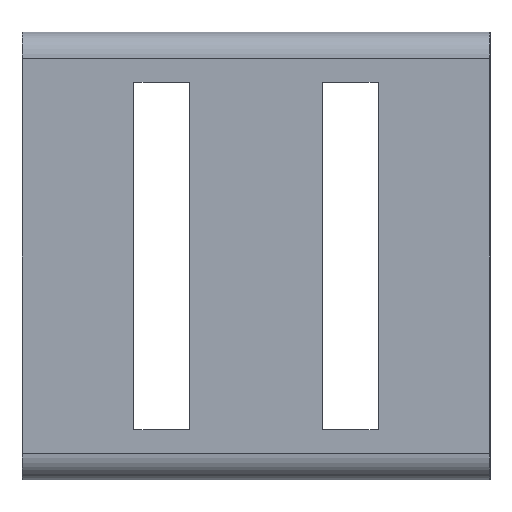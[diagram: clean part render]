
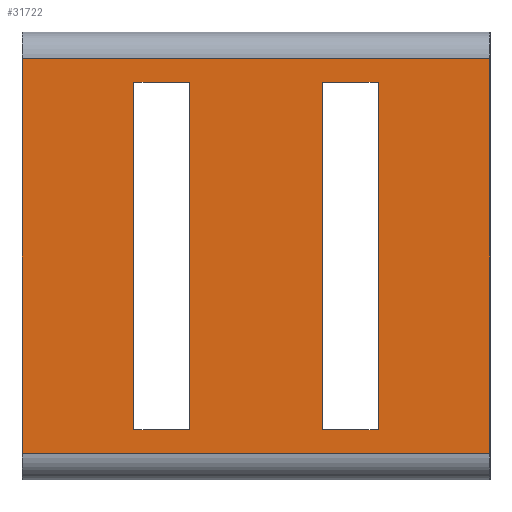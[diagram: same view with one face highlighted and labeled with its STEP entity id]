
A CAD part, left-side view. The second image highlights one B-rep face of the part: STEP entity #31722.
In plain terms, the highlighted planar face has unit normal (-1, 0, 0).
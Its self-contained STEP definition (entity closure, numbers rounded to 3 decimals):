
#126=FACE_BOUND('',#3806,.T.);
#127=FACE_BOUND('',#3807,.T.);
#2016=FACE_OUTER_BOUND('',#3805,.T.);
#3805=EDGE_LOOP('',(#25086,#25087,#25088,#25089));
#3806=EDGE_LOOP('',(#25090,#25091,#25092,#25093));
#3807=EDGE_LOOP('',(#25094,#25095,#25096,#25097));
#8022=LINE('',#48621,#10840);
#8023=LINE('',#48624,#10841);
#8029=LINE('',#48638,#10847);
#8054=LINE('',#48697,#10872);
#8061=LINE('',#48711,#10879);
#8072=LINE('',#48735,#10890);
#8079=LINE('',#48745,#10897);
#8086=LINE('',#48759,#10904);
#8091=LINE('',#48768,#10909);
#8094=LINE('',#48775,#10912);
#8098=LINE('',#48781,#10916);
#8101=LINE('',#48786,#10919);
#10840=VECTOR('',#35239,10.);
#10841=VECTOR('',#35242,10.);
#10847=VECTOR('',#35254,10.);
#10872=VECTOR('',#35313,10.);
#10879=VECTOR('',#35322,10.);
#10890=VECTOR('',#35337,10.);
#10897=VECTOR('',#35350,10.);
#10904=VECTOR('',#35371,10.);
#10909=VECTOR('',#35378,10.);
#10912=VECTOR('',#35385,10.);
#10916=VECTOR('',#35391,10.);
#10919=VECTOR('',#35398,10.);
#13916=VERTEX_POINT('',#48617);
#13917=VERTEX_POINT('',#48619);
#13918=VERTEX_POINT('',#48623);
#13923=VERTEX_POINT('',#48636);
#13939=VERTEX_POINT('',#48694);
#13940=VERTEX_POINT('',#48696);
#13945=VERTEX_POINT('',#48708);
#13946=VERTEX_POINT('',#48710);
#13956=VERTEX_POINT('',#48732);
#13957=VERTEX_POINT('',#48734);
#13960=VERTEX_POINT('',#48766);
#13962=VERTEX_POINT('',#48774);
#17872=EDGE_CURVE('',#13917,#13916,#8022,.T.);
#17873=EDGE_CURVE('',#13916,#13918,#8023,.T.);
#17881=EDGE_CURVE('',#13918,#13923,#8029,.T.);
#17910=EDGE_CURVE('',#13940,#13939,#8054,.T.);
#17917=EDGE_CURVE('',#13946,#13945,#8061,.T.);
#17928=EDGE_CURVE('',#13957,#13956,#8072,.T.);
#17935=EDGE_CURVE('',#13945,#13940,#8079,.T.);
#17942=EDGE_CURVE('',#13939,#13946,#8086,.T.);
#17947=EDGE_CURVE('',#13956,#13960,#8091,.T.);
#17950=EDGE_CURVE('',#13962,#13957,#8094,.T.);
#17954=EDGE_CURVE('',#13960,#13962,#8098,.T.);
#17957=EDGE_CURVE('',#13923,#13917,#8101,.T.);
#25086=ORIENTED_EDGE('',*,*,#17872,.F.);
#25087=ORIENTED_EDGE('',*,*,#17957,.F.);
#25088=ORIENTED_EDGE('',*,*,#17881,.F.);
#25089=ORIENTED_EDGE('',*,*,#17873,.F.);
#25090=ORIENTED_EDGE('',*,*,#17954,.T.);
#25091=ORIENTED_EDGE('',*,*,#17950,.T.);
#25092=ORIENTED_EDGE('',*,*,#17928,.T.);
#25093=ORIENTED_EDGE('',*,*,#17947,.T.);
#25094=ORIENTED_EDGE('',*,*,#17917,.T.);
#25095=ORIENTED_EDGE('',*,*,#17935,.T.);
#25096=ORIENTED_EDGE('',*,*,#17910,.T.);
#25097=ORIENTED_EDGE('',*,*,#17942,.T.);
#30507=PLANE('',#33005);
#31722=ADVANCED_FACE('',(#2016,#126,#127),#30507,.F.);
#33005=AXIS2_PLACEMENT_3D('',#48788,#35401,#35402);
#35239=DIRECTION('',(0.,-1.,0.));
#35242=DIRECTION('',(0.,0.,-1.));
#35254=DIRECTION('',(0.,1.,0.));
#35313=DIRECTION('',(0.,-1.,0.));
#35322=DIRECTION('',(0.,1.,0.));
#35337=DIRECTION('',(0.,0.,-1.));
#35350=DIRECTION('',(0.,0.,1.));
#35371=DIRECTION('',(0.,0.,-1.));
#35378=DIRECTION('',(0.,1.,0.));
#35385=DIRECTION('',(0.,-1.,0.));
#35391=DIRECTION('',(0.,0.,1.));
#35398=DIRECTION('',(0.,0.,1.));
#35401=DIRECTION('center_axis',(1.,0.,0.));
#35402=DIRECTION('ref_axis',(0.,0.,-1.));
#48617=CARTESIAN_POINT('',(0.,-26.543,22.4));
#48619=CARTESIAN_POINT('',(0.,26.543,22.4));
#48621=CARTESIAN_POINT('',(0.,13.272,22.4));
#48623=CARTESIAN_POINT('',(0.,-26.543,-22.4));
#48624=CARTESIAN_POINT('',(0.,-26.543,25.4));
#48636=CARTESIAN_POINT('',(0.,26.543,-22.4));
#48638=CARTESIAN_POINT('',(0.,-13.272,-22.4));
#48694=CARTESIAN_POINT('',(0.,7.506,19.685));
#48696=CARTESIAN_POINT('',(0.,13.856,19.685));
#48697=CARTESIAN_POINT('',(0.,3.753,19.685));
#48708=CARTESIAN_POINT('',(0.,13.856,-19.685));
#48710=CARTESIAN_POINT('',(0.,7.506,-19.685));
#48711=CARTESIAN_POINT('',(0.,6.928,-19.685));
#48732=CARTESIAN_POINT('',(0.,-13.856,-19.685));
#48734=CARTESIAN_POINT('',(0.,-13.856,19.685));
#48735=CARTESIAN_POINT('',(0.,-13.856,9.843));
#48745=CARTESIAN_POINT('',(0.,13.856,9.843));
#48759=CARTESIAN_POINT('',(0.,7.506,-9.843));
#48766=CARTESIAN_POINT('',(0.,-7.506,-19.685));
#48768=CARTESIAN_POINT('',(0.,-6.928,-19.685));
#48774=CARTESIAN_POINT('',(0.,-7.506,19.685));
#48775=CARTESIAN_POINT('',(0.,-3.753,19.685));
#48781=CARTESIAN_POINT('',(0.,-7.506,-9.843));
#48786=CARTESIAN_POINT('',(0.,26.543,-25.4));
#48788=CARTESIAN_POINT('Origin',(0.,0.,0.));
